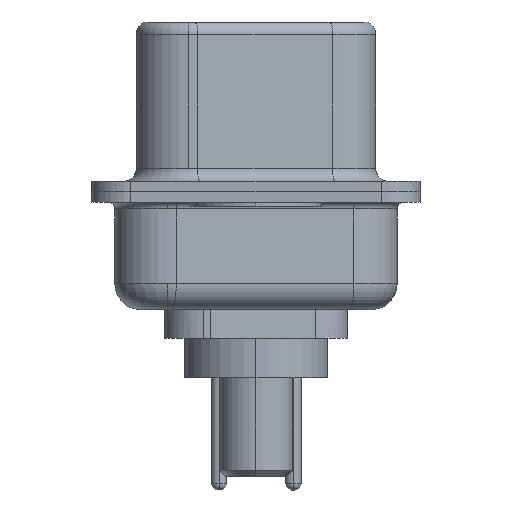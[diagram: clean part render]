
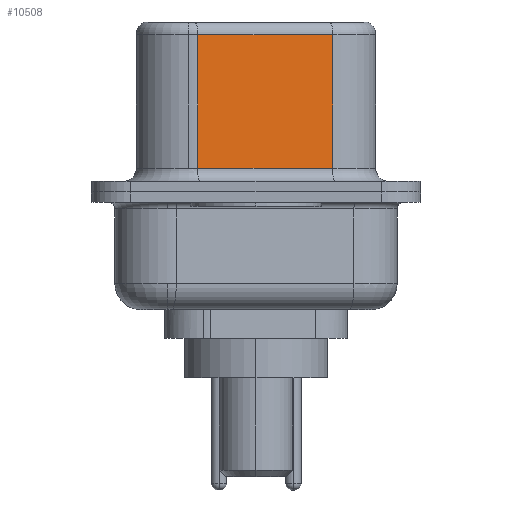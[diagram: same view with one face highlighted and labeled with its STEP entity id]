
A CAD part, left-side view. The second image highlights one B-rep face of the part: STEP entity #10508.
In plain terms, the highlighted planar face has unit normal (-0.985, -0.174, 0).
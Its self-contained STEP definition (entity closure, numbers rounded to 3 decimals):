
#1041 = LINE ( 'NONE', #11861, #8172 ) ;
#1173 = DIRECTION ( 'NONE',  ( 0.174, -0.985, 0. ) ) ;
#1931 = CARTESIAN_POINT ( 'NONE',  ( 4.585, -2.927, 6.52 ) ) ;
#2307 = VECTOR ( 'NONE', #13772, 1000. ) ;
#2697 = LINE ( 'NONE', #1931, #2307 ) ;
#2726 = CARTESIAN_POINT ( 'NONE',  ( 4.585, -2.927, 6.52 ) ) ;
#2786 = AXIS2_PLACEMENT_3D ( 'NONE', #2726, #6550, #15415 ) ;
#3162 = EDGE_CURVE ( 'NONE', #3508, #4796, #14835, .T. ) ;
#3508 = VERTEX_POINT ( 'NONE', #10075 ) ;
#3852 = ORIENTED_EDGE ( 'NONE', *, *, #7870, .T. ) ;
#4796 = VERTEX_POINT ( 'NONE', #16110 ) ;
#4867 = EDGE_CURVE ( 'NONE', #13257, #4796, #2697, .T. ) ;
#5099 = CARTESIAN_POINT ( 'NONE',  ( 3.675, 2.233, 6.02 ) ) ;
#5286 = PLANE ( 'NONE',  #2786 ) ;
#6197 = ORIENTED_EDGE ( 'NONE', *, *, #6896, .T. ) ;
#6226 = CARTESIAN_POINT ( 'NONE',  ( 3.675, 2.233, 6.52 ) ) ;
#6330 = VERTEX_POINT ( 'NONE', #5099 ) ;
#6550 = DIRECTION ( 'NONE',  ( 0.985, 0.174, 0. ) ) ;
#6609 = CARTESIAN_POINT ( 'NONE',  ( 4.585, -2.927, 6.02 ) ) ;
#6896 = EDGE_CURVE ( 'NONE', #13257, #6330, #1041, .T. ) ;
#7413 = ORIENTED_EDGE ( 'NONE', *, *, #4867, .F. ) ;
#7745 = VECTOR ( 'NONE', #9263, 1000. ) ;
#7870 = EDGE_CURVE ( 'NONE', #6330, #3508, #10687, .T. ) ;
#8172 = VECTOR ( 'NONE', #15011, 1000. ) ;
#8228 = ORIENTED_EDGE ( 'NONE', *, *, #3162, .T. ) ;
#8611 = CARTESIAN_POINT ( 'NONE',  ( 4.585, -2.927, 0.9 ) ) ;
#9263 = DIRECTION ( 'NONE',  ( 0., 0., -1. ) ) ;
#10075 = CARTESIAN_POINT ( 'NONE',  ( 3.675, 2.233, 0.9 ) ) ;
#10508 = ADVANCED_FACE ( 'NONE', ( #11852 ), #5286, .F. ) ;
#10687 = LINE ( 'NONE', #6226, #7745 ) ;
#11433 = VECTOR ( 'NONE', #1173, 1000. ) ;
#11852 = FACE_OUTER_BOUND ( 'NONE', #12475, .T. ) ;
#11861 = CARTESIAN_POINT ( 'NONE',  ( 4.585, -2.927, 6.02 ) ) ;
#12475 = EDGE_LOOP ( 'NONE', ( #7413, #6197, #3852, #8228 ) ) ;
#13257 = VERTEX_POINT ( 'NONE', #6609 ) ;
#13772 = DIRECTION ( 'NONE',  ( 0., 0., -1. ) ) ;
#14835 = LINE ( 'NONE', #8611, #11433 ) ;
#15011 = DIRECTION ( 'NONE',  ( -0.174, 0.985, 0. ) ) ;
#15415 = DIRECTION ( 'NONE',  ( -0.174, 0.985, 0. ) ) ;
#16110 = CARTESIAN_POINT ( 'NONE',  ( 4.585, -2.927, 0.9 ) ) ;
